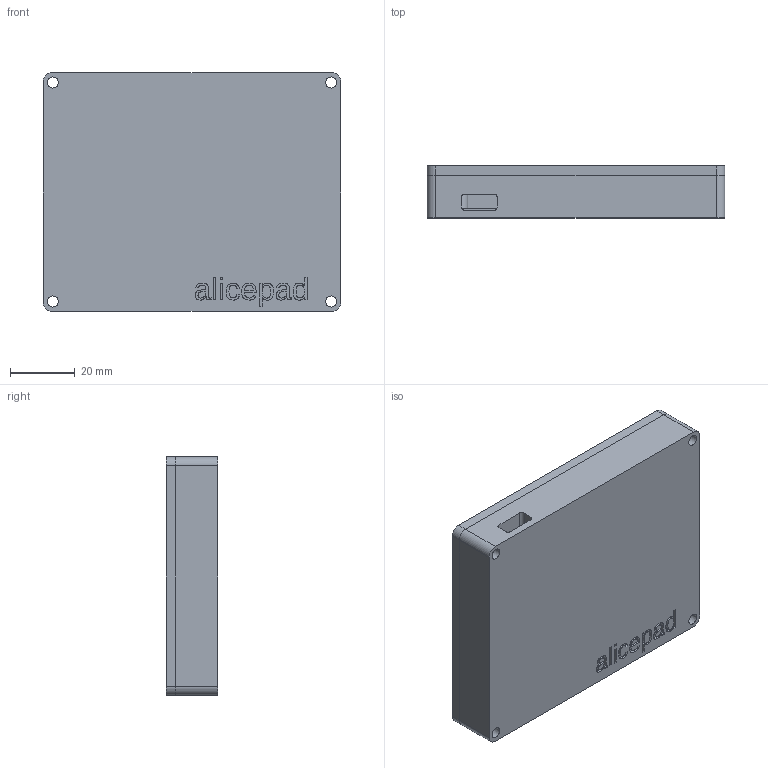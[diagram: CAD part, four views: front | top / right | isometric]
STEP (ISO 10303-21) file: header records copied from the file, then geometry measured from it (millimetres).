
FILE_DESCRIPTION(/* description */ ('STEP AP242','CAx-IF Rec.Pracs.---Representation and Presentation of Product Manufacturing Information (PMI)---4.0---2014-10-13','CAx-IF Rec.Pracs.---3D Tessellated Geometry---0.4---2014-09-14','2;1'),/* implementation_level */ '2;1');
FILE_NAME(/* name */ '67b2e4c0d1b8dd7eecdc2af7',/* time_stamp */ '2025-02-17T07:26:57Z',/* author */ (''),/* organization */ (''),/* preprocessor_version */ 'ST-DEVELOPER v20',/* originating_system */ 'ONSHAPE BY PTC INC, 1.193',/* authorisation */ ' ');
FILE_SCHEMA (('AP242_MANAGED_MODEL_BASED_3D_ENGINEERING_MIM_LF { 1 0 10303 442 1 1 4 }'));
Length unit declared in the file: metre
Products named in the file (3): middle; top; bottom
Bounding box: 91.8 x 16 x 73.5 mm (x, y, z)
Volume: 49238 mm3; surface area: 38800.8 mm2
Topology: 3 solids, 3 shells, 366 faces, 1031 edges, 688 vertices
Faces by surface type: plane 154, bspline 109, cylinder 103
Full cylindrical faces by diameter (mm): 0.8 x18, 1.45 x18, 3.4 x8, 5 x3, 5.1 x9
Entity records: 12487 total; most frequent: CARTESIAN_POINT 3223, ORIENTED_EDGE 1942, DIRECTION 1481, EDGE_CURVE 971, VERTEX_POINT 684, EDGE_LOOP 587, FACE_BOUND 587, LINE 545
